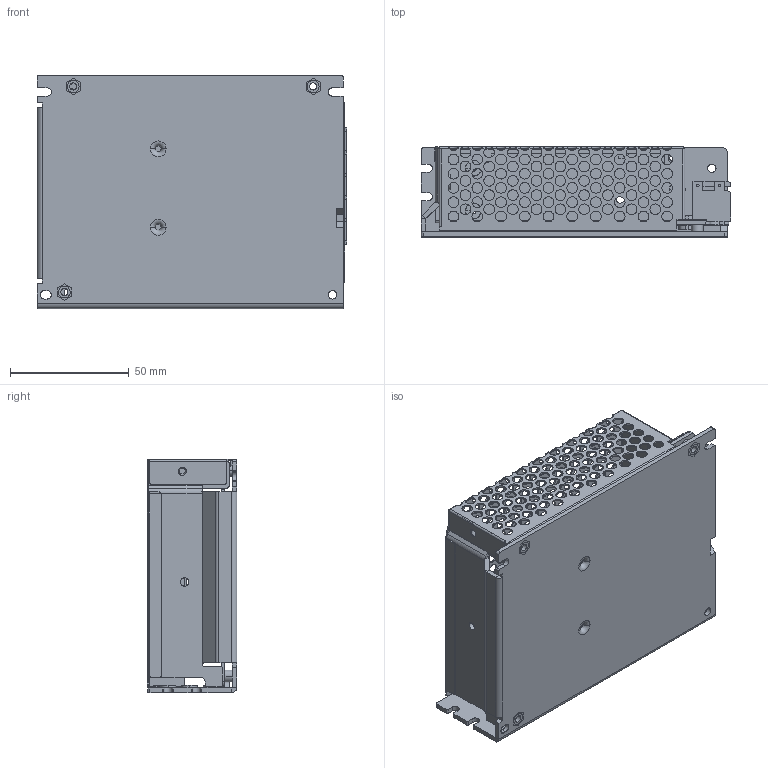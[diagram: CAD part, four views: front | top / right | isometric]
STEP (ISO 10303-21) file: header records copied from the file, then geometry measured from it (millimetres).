
FILE_DESCRIPTION((''),'2;1');
FILE_NAME('TXM_100-112-ASM_ASM','2020-10-12T',('xueshaodan'),(''),'PRO/ENGINEER BY PARAMETRIC TECHNOLOGY CORPORATION, 2010480','PRO/ENGINEER BY PARAMETRIC TECHNOLOGY CORPORATION, 2010480','');
FILE_SCHEMA(('AUTOMOTIVE_DESIGN_CC2 { 1 2 10303 214 -1 1 5 2 }'));
Products named in the file (8): 130100069327; 130102000332; 130100069327_ASM; 130100040027; TXM_100-112-PCB; CON-5A; TXM_100-112-PCB-ASM_ASM; TXM_100-112-ASM_ASM
Assembly tree (9 placements, depth 3):
  TXM_100-112-ASM_ASM
    130100069327_ASM
      130100069327
      130102000332  x3
    130100040027
    TXM_100-112-PCB-ASM_ASM
      TXM_100-112-PCB
      CON-5A
Bounding box: 130.54 x 37.8 x 98.3 mm (x, y, z)
Volume: 73025.1 mm3; surface area: 97480.2 mm2
Topology: 8 solids, 8 shells, 1721 faces, 4786 edges, 3060 vertices
Faces by surface type: cylinder 1044, plane 597, torus 38, bspline 38, cone 4
Entity records: 72699 total; most frequent: CARTESIAN_POINT 11066, DIRECTION 10106, ORIENTED_EDGE 9452, PRESENTATION_STYLE_ASSIGNMENT 4738, EDGE_CURVE 4726, STYLED_ITEM 4701, CURVE_STYLE 4696, AXIS2_PLACEMENT_3D 3779
